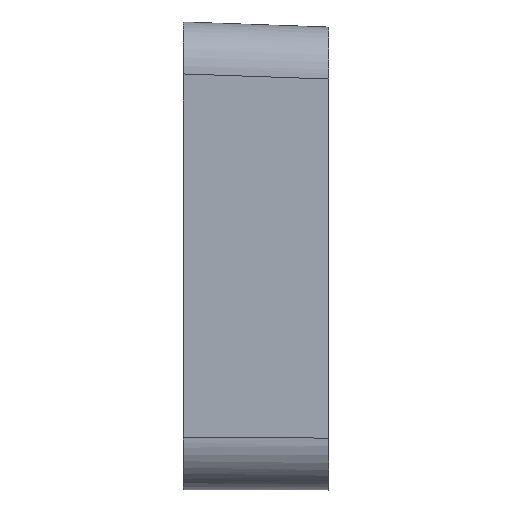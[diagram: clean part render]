
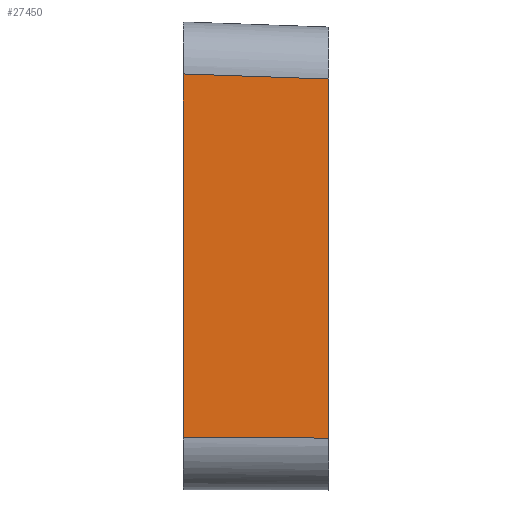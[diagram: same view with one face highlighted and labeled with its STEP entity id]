
A CAD part, left-side view. The second image highlights one B-rep face of the part: STEP entity #27450.
In plain terms, the highlighted planar face has unit normal (-0.999, -0.035, 0).
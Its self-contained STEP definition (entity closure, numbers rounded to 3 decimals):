
#2213 = CARTESIAN_POINT ( 'NONE',  ( -300., 0., 225. ) ) ;
#2982 = LINE ( 'NONE', #49301, #58481 ) ;
#3414 = VERTEX_POINT ( 'NONE', #32101 ) ;
#3720 = LINE ( 'NONE', #46980, #44436 ) ;
#4387 = VERTEX_POINT ( 'NONE', #17011 ) ;
#6042 = ORIENTED_EDGE ( 'NONE', *, *, #23521, .T. ) ;
#6624 = DIRECTION ( 'NONE',  ( 0., 0., -1. ) ) ;
#7695 = VECTOR ( 'NONE', #43181, 1000. ) ;
#13219 = EDGE_CURVE ( 'NONE', #3414, #36191, #33397, .T. ) ;
#17011 = CARTESIAN_POINT ( 'NONE',  ( -300., 0., -174.997 ) ) ;
#18251 = ORIENTED_EDGE ( 'NONE', *, *, #13219, .F. ) ;
#19457 = DIRECTION ( 'NONE',  ( 0.035, -0.999, 0. ) ) ;
#23521 = EDGE_CURVE ( 'NONE', #3414, #55478, #2982, .T. ) ;
#23804 = FACE_OUTER_BOUND ( 'NONE', #45763, .T. ) ;
#24175 = ORIENTED_EDGE ( 'NONE', *, *, #35471, .T. ) ;
#27450 = ADVANCED_FACE ( 'NONE', ( #23804 ), #35391, .T. ) ;
#32101 = CARTESIAN_POINT ( 'NONE',  ( -295.111, -140., 170.142 ) ) ;
#33397 = LINE ( 'NONE', #40052, #70668 ) ;
#34540 = CARTESIAN_POINT ( 'NONE',  ( -300., 0., 175.03 ) ) ;
#35391 = PLANE ( 'NONE',  #60014 ) ;
#35471 = EDGE_CURVE ( 'NONE', #4387, #36191, #51889, .T. ) ;
#36191 = VERTEX_POINT ( 'NONE', #39744 ) ;
#39744 = CARTESIAN_POINT ( 'NONE',  ( -295.111, -140., -175.241 ) ) ;
#40052 = CARTESIAN_POINT ( 'NONE',  ( -295.111, -140., 225. ) ) ;
#41621 = DIRECTION ( 'NONE',  ( 0., 0., 1. ) ) ;
#43181 = DIRECTION ( 'NONE',  ( 0.035, -0.999, -0.002 ) ) ;
#44436 = VECTOR ( 'NONE', #41621, 1000. ) ;
#45028 = EDGE_CURVE ( 'NONE', #4387, #55478, #3720, .T. ) ;
#45763 = EDGE_LOOP ( 'NONE', ( #18251, #6042, #69324, #24175 ) ) ;
#46980 = CARTESIAN_POINT ( 'NONE',  ( -300., 0., 225. ) ) ;
#49301 = CARTESIAN_POINT ( 'NONE',  ( -300.061, 1.741, 175.091 ) ) ;
#51889 = LINE ( 'NONE', #60148, #7695 ) ;
#55478 = VERTEX_POINT ( 'NONE', #34540 ) ;
#58481 = VECTOR ( 'NONE', #71803, 1000. ) ;
#60014 = AXIS2_PLACEMENT_3D ( 'NONE', #2213, #64000, #19457 ) ;
#60148 = CARTESIAN_POINT ( 'NONE',  ( -300.024, 0.697, -174.996 ) ) ;
#64000 = DIRECTION ( 'NONE',  ( -0.999, -0.035, 0. ) ) ;
#69324 = ORIENTED_EDGE ( 'NONE', *, *, #45028, .F. ) ;
#70668 = VECTOR ( 'NONE', #6624, 1000. ) ;
#71803 = DIRECTION ( 'NONE',  ( -0.035, 0.999, 0.035 ) ) ;
